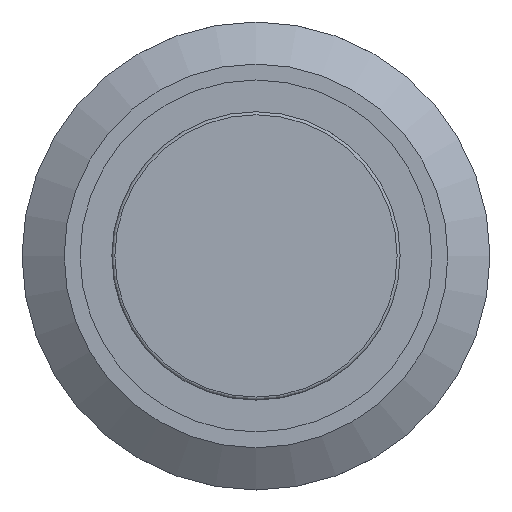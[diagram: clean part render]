
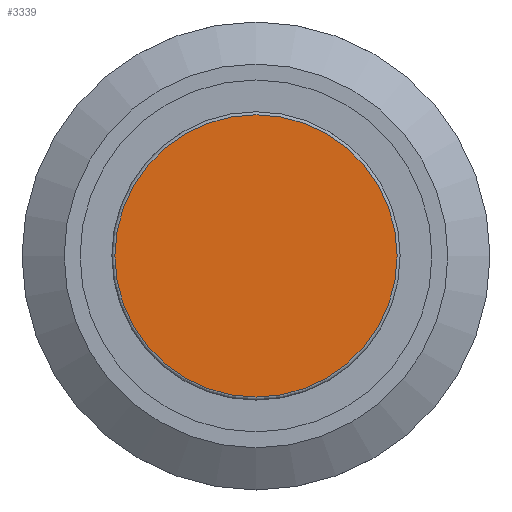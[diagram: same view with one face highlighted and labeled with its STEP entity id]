
A CAD part, top view. The second image highlights one B-rep face of the part: STEP entity #3339.
In plain terms, the highlighted planar face has unit normal (0, 0, 1).
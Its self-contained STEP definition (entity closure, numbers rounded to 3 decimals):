
#91=PLANE('',#3591);
#264=FACE_OUTER_BOUND('',#449,.T.);
#449=EDGE_LOOP('',(#2439));
#1443=CIRCLE('',#3590,7.54);
#1529=VERTEX_POINT('',#5549);
#1873=EDGE_CURVE('',#1529,#1529,#1443,.T.);
#2439=ORIENTED_EDGE('',*,*,#1873,.F.);
#3339=ADVANCED_FACE('',(#264),#91,.F.);
#3590=AXIS2_PLACEMENT_3D('',#5551,#3991,#3992);
#3591=AXIS2_PLACEMENT_3D('',#5552,#3993,#3994);
#3991=DIRECTION('center_axis',(0.,0.,
-1.));
#3992=DIRECTION('ref_axis',(1.,0.,0.));
#3993=DIRECTION('center_axis',(0.,0.,
-1.));
#3994=DIRECTION('ref_axis',(1.,0.,0.));
#5549=CARTESIAN_POINT('',(-9.513,5.974,1.247));
#5551=CARTESIAN_POINT('Origin',(-1.973,5.974,1.247));
#5552=CARTESIAN_POINT('Origin',(-1.973,5.974,1.247));
